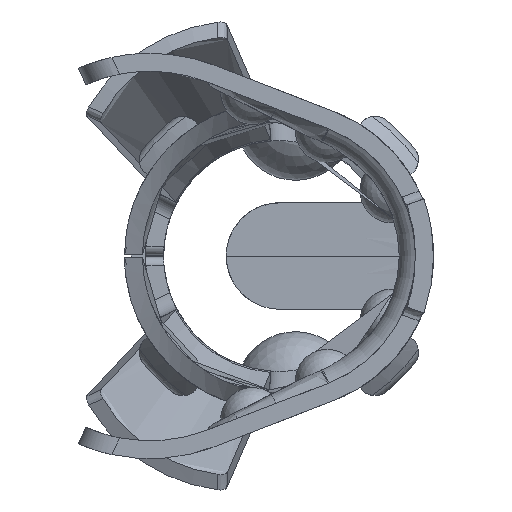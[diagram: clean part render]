
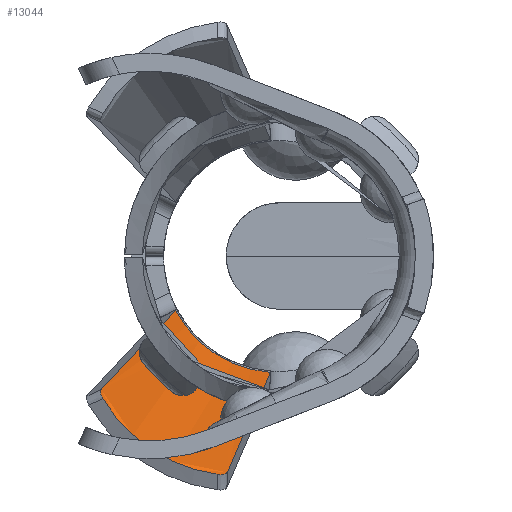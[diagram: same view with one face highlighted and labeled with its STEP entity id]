
A CAD part, left-side view. The second image highlights one B-rep face of the part: STEP entity #13044.
In plain terms, the highlighted free-form (B-spline) face has degree [3, 1] with [10, 2] control points.
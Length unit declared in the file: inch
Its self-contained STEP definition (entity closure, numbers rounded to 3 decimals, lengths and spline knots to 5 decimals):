
#389 = CARTESIAN_POINT ( 'NONE',  ( -0.62618, 0.05896, -0.24174 ) ) ;
#896 = EDGE_CURVE ( 'NONE', #17493, #8389, #8977, .T. ) ;
#1595 = VECTOR ( 'NONE', #3767, 39.37008 ) ;
#2064 = VERTEX_POINT ( 'NONE', #31181 ) ;
#2405 = CARTESIAN_POINT ( 'NONE',  ( -0.335, 0.08805, -0.09355 ) ) ;
#2561 = CARTESIAN_POINT ( 'NONE',  ( -0.63, 0.05866, -0.24331 ) ) ;
#2996 = CARTESIAN_POINT ( 'NONE',  ( -0.63, 0.06764, -0.24233 ) ) ;
#3755 = CARTESIAN_POINT ( 'NONE',  ( -0.33873, 0.10325, -0.07905 ) ) ;
#3767 = DIRECTION ( 'NONE',  ( -0.92, 0.269, -0.286 ) ) ;
#3844 = EDGE_CURVE ( 'NONE', #22336, #17493, #9005, .T. ) ;
#4666 = CARTESIAN_POINT ( 'NONE',  ( -0.4825, 0.03379, -0.1855 ) ) ;
#5002 = CARTESIAN_POINT ( 'NONE',  ( -0.63, 0.19322, -0.16303 ) ) ;
#5003 = VERTEX_POINT ( 'NONE', #11091 ) ;
#5169 = CARTESIAN_POINT ( 'NONE',  ( -0.335, 0.01934, -0.12696 ) ) ;
#6364 = CARTESIAN_POINT ( 'NONE',  ( -0.33883, 0.06175, -0.11456 ) ) ;
#6853 = CARTESIAN_POINT ( 'NONE',  ( -0.62916, 0.19758, -0.15409 ) ) ;
#7604 = CARTESIAN_POINT ( 'NONE',  ( -0.335, 0.11359, -0.059 ) ) ;
#7776 = CARTESIAN_POINT ( 'NONE',  ( -0.63, 0.11493, -0.22973 ) ) ;
#8389 = VERTEX_POINT ( 'NONE', #27559 ) ;
#8619 = ORIENTED_EDGE ( 'NONE', *, *, #3844, .T. ) ;
#8706 = ORIENTED_EDGE ( 'NONE', *, *, #16213, .F. ) ;
#8710 = B_SPLINE_CURVE_WITH_KNOTS ( 'NONE', 3,
 ( #2996, #13578, #24144, #389, #10982, #21527 ),
 .UNSPECIFIED., .F., .F.,
 ( 4, 2, 4 ),
 ( 0., 0.00019, 0.00037 ),
 .UNSPECIFIED. ) ;
#8965 = CARTESIAN_POINT ( 'NONE',  ( -0.33868, 0.02053, -0.12836 ) ) ;
#8977 = LINE ( 'NONE', #27527, #1595 ) ;
#9005 = B_SPLINE_CURVE_WITH_KNOTS ( 'NONE', 3,
 ( #32710, #8965, #19521, #30104, #6364, #16930, #27514, #3755, #14339, #24919 ),
 .UNSPECIFIED., .F., .F.,
 ( 4, 2, 2, 2, 4 ),
 ( 0., 0.00084, 0.00168, 0.00252, 0.00336 ),
 .UNSPECIFIED. ) ;
#9081 = DIRECTION ( 'NONE',  ( -1., 0., 0. ) ) ;
#9453 = CARTESIAN_POINT ( 'NONE',  ( -0.6218, 0.19748, -0.14808 ) ) ;
#9939 = CIRCLE ( 'NONE', #29311, 0.177 ) ;
#10311 = EDGE_CURVE ( 'NONE', #8389, #2064, #14676, .T. ) ;
#10381 = CARTESIAN_POINT ( 'NONE',  ( -0.335, 0.06091, -0.11313 ) ) ;
#10735 = CARTESIAN_POINT ( 'NONE',  ( -0.6218, 0.05728, -0.2401 ) ) ;
#10982 = CARTESIAN_POINT ( 'NONE',  ( -0.62407, 0.05766, -0.24099 ) ) ;
#11091 = CARTESIAN_POINT ( 'NONE',  ( -0.63, 0.06764, -0.24233 ) ) ;
#12992 = CARTESIAN_POINT ( 'NONE',  ( -0.63, 0.16503, -0.19685 ) ) ;
#12999 = CARTESIAN_POINT ( 'NONE',  ( -0.33859, 0.11464, -0.06012 ) ) ;
#13044 = ADVANCED_FACE ( 'NONE', ( #31354 ), #22681, .F. ) ;
#13578 = CARTESIAN_POINT ( 'NONE',  ( -0.63, 0.0652, -0.24266 ) ) ;
#14339 = CARTESIAN_POINT ( 'NONE',  ( -0.33868, 0.10959, -0.06991 ) ) ;
#14676 = B_SPLINE_CURVE_WITH_KNOTS ( 'NONE', 3,
 ( #9453, #20012, #30604, #6853, #17423, #27999 ),
 .UNSPECIFIED., .F., .F.,
 ( 4, 2, 4 ),
 ( 0., 0.00019, 0.00037 ),
 .UNSPECIFIED. ) ;
#15048 = CARTESIAN_POINT ( 'NONE',  ( -0.33859, 0.00953, -0.1291 ) ) ;
#15251 = DIRECTION ( 'NONE',  ( -0.92, 0.155, -0.361 ) ) ;
#15589 = CARTESIAN_POINT ( 'NONE',  ( -0.335, 0.10267, -0.07722 ) ) ;
#15753 = CARTESIAN_POINT ( 'NONE',  ( -0.63, 0.07269, -0.24214 ) ) ;
#16213 = EDGE_CURVE ( 'NONE', #22336, #30014, #28442, .T. ) ;
#16930 = CARTESIAN_POINT ( 'NONE',  ( -0.33883, 0.08022, -0.10248 ) ) ;
#17423 = CARTESIAN_POINT ( 'NONE',  ( -0.63, 0.19668, -0.15637 ) ) ;
#17493 = VERTEX_POINT ( 'NONE', #12999 ) ;
#18073 = VECTOR ( 'NONE', #15251, 39.37008 ) ;
#18182 = CARTESIAN_POINT ( 'NONE',  ( -0.63, 0.19988, -0.15063 ) ) ;
#18354 = CARTESIAN_POINT ( 'NONE',  ( -0.335, 0.03, -0.12492 ) ) ;
#19521 = CARTESIAN_POINT ( 'NONE',  ( -0.33873, 0.03144, -0.12617 ) ) ;
#19637 = DIRECTION ( 'NONE',  ( 0., 0., -1. ) ) ;
#20012 = CARTESIAN_POINT ( 'NONE',  ( -0.62407, 0.19814, -0.14879 ) ) ;
#20568 = EDGE_CURVE ( 'NONE', #5003, #30014, #8710, .T. ) ;
#20929 = CARTESIAN_POINT ( 'NONE',  ( -0.63, 0.12851, -0.22313 ) ) ;
#21527 = CARTESIAN_POINT ( 'NONE',  ( -0.6218, 0.05728, -0.2401 ) ) ;
#22336 = VERTEX_POINT ( 'NONE', #15048 ) ;
#22681 = B_SPLINE_SURFACE_WITH_KNOTS ( 'NONE', 3, 1, ( 
 ( #7604, #18182 ),
 ( #28765, #5002 ),
 ( #15589, #26150 ),
 ( #2405, #12992 ),
 ( #23541, #34142 ),
 ( #10381, #20929 ),
 ( #31523, #7776 ),
 ( #18354, #28930 ),
 ( #5169, #15753 ),
 ( #26321, #2561 ) ),
 .UNSPECIFIED., .F., .F., .F.,
 ( 4, 2, 2, 2, 4 ),
 ( 2, 2 ),
 ( 0., 0.25, 0.5, 0.75, 1. ),
 ( 0., 1. ),
 .UNSPECIFIED. ) ;
#23187 = ORIENTED_EDGE ( 'NONE', *, *, #20568, .T. ) ;
#23541 = CARTESIAN_POINT ( 'NONE',  ( -0.335, 0.07955, -0.1009 ) ) ;
#24037 = EDGE_CURVE ( 'NONE', #2064, #5003, #9939, .T. ) ;
#24144 = CARTESIAN_POINT ( 'NONE',  ( -0.62916, 0.06275, -0.24259 ) ) ;
#24919 = CARTESIAN_POINT ( 'NONE',  ( -0.33859, 0.11464, -0.06012 ) ) ;
#25843 = ORIENTED_EDGE ( 'NONE', *, *, #10311, .T. ) ;
#26150 = CARTESIAN_POINT ( 'NONE',  ( -0.63, 0.18486, -0.17502 ) ) ;
#26321 = CARTESIAN_POINT ( 'NONE',  ( -0.335, 0.00893, -0.12769 ) ) ;
#27514 = CARTESIAN_POINT ( 'NONE',  ( -0.33882, 0.08858, -0.09531 ) ) ;
#27527 = CARTESIAN_POINT ( 'NONE',  ( -0.4825, 0.15673, -0.10482 ) ) ;
#27559 = CARTESIAN_POINT ( 'NONE',  ( -0.6218, 0.19748, -0.14808 ) ) ;
#27999 = CARTESIAN_POINT ( 'NONE',  ( -0.63, 0.1954, -0.15848 ) ) ;
#28442 = LINE ( 'NONE', #4666, #18073 ) ;
#28765 = CARTESIAN_POINT ( 'NONE',  ( -0.335, 0.10878, -0.06826 ) ) ;
#28930 = CARTESIAN_POINT ( 'NONE',  ( -0.63, 0.08701, -0.23923 ) ) ;
#29311 = AXIS2_PLACEMENT_3D ( 'NONE', #32820, #9081, #19637 ) ;
#30014 = VERTEX_POINT ( 'NONE', #10735 ) ;
#30104 = CARTESIAN_POINT ( 'NONE',  ( -0.33882, 0.05198, -0.11927 ) ) ;
#30604 = CARTESIAN_POINT ( 'NONE',  ( -0.62618, 0.19832, -0.15028 ) ) ;
#31181 = CARTESIAN_POINT ( 'NONE',  ( -0.63, 0.1954, -0.15848 ) ) ;
#31354 = FACE_OUTER_BOUND ( 'NONE', #31929, .T. ) ;
#31523 = CARTESIAN_POINT ( 'NONE',  ( -0.335, 0.05079, -0.118 ) ) ;
#31929 = EDGE_LOOP ( 'NONE', ( #8706, #8619, #33628, #25843, #32734, #23187 ) ) ;
#32710 = CARTESIAN_POINT ( 'NONE',  ( -0.33859, 0.00953, -0.1291 ) ) ;
#32734 = ORIENTED_EDGE ( 'NONE', *, *, #24037, .T. ) ;
#32820 = CARTESIAN_POINT ( 'NONE',  ( -0.63, 0.04392, -0.06693 ) ) ;
#33628 = ORIENTED_EDGE ( 'NONE', *, *, #896, .T. ) ;
#34142 = CARTESIAN_POINT ( 'NONE',  ( -0.63, 0.15356, -0.20668 ) ) ;
